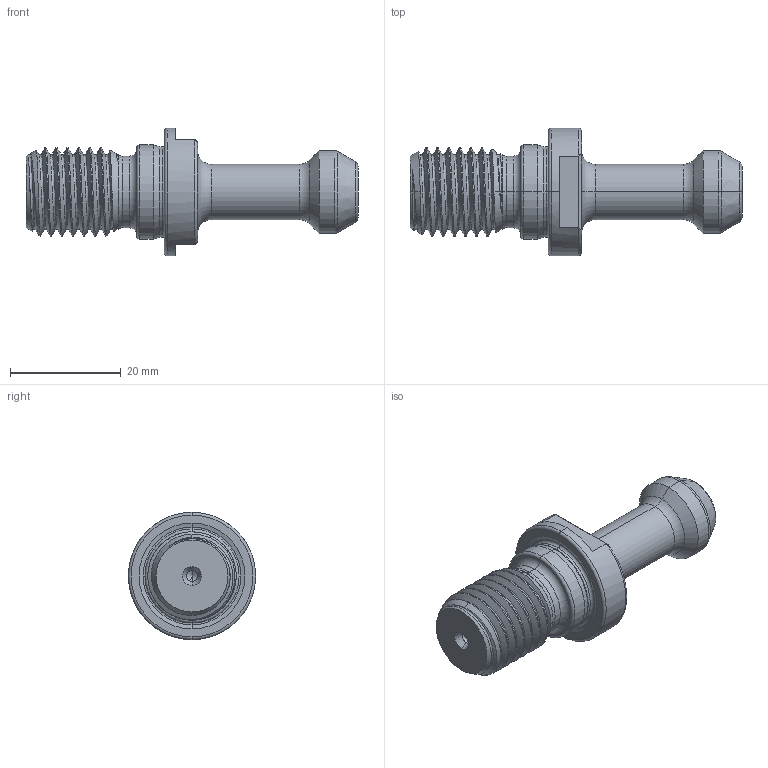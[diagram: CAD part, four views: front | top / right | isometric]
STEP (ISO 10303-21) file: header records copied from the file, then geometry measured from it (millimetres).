
FILE_DESCRIPTION (( 'STEP AP214' ), '1' );
FILE_NAME ('4003TRK-MF.STEP', '2022-03-16T15:48:12', ( '' ), ( '' ), 'SwSTEP 2.0', 'SolidWorks 2021', '' );
FILE_SCHEMA (( 'AUTOMOTIVE_DESIGN' ));
Length unit declared in the file: millimetre
Products named in the file (1): 4003TRK-MF
Bounding box: 60 x 23 x 23 mm (x, y, z)
Volume: 9558.3 mm3; surface area: 3924.9 mm2
Topology: 1 solids, 1 shells, 92 faces, 211 edges, 122 vertices
Faces by surface type: cylinder 30, cone 26, torus 22, plane 11, bspline 3
Entity records: 5917 total; most frequent: CARTESIAN_POINT 2952, DIRECTION 423, ORIENTED_EDGE 406, EDGE_CURVE 203, AXIS2_PLACEMENT_3D 180, VERTEX_POINT 120, EDGE_LOOP 95, UNCERTAINTY_MEASURE_WITH_UNIT 93
